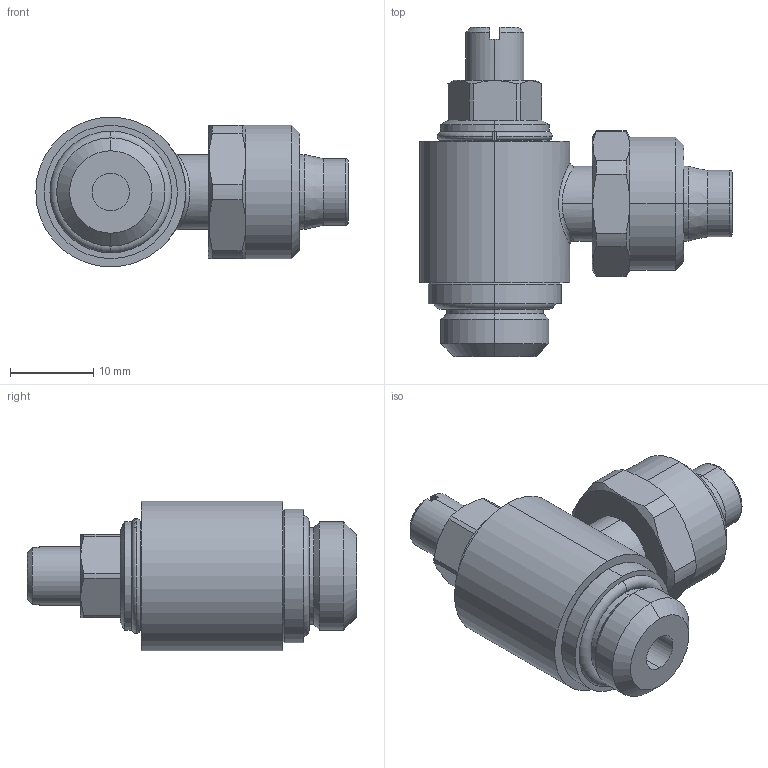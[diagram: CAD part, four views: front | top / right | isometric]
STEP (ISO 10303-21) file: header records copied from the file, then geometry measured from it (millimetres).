
FILE_DESCRIPTION (( 'STEP AP203' ), '1' );
FILE_NAME ('04100B52.STEP', '2010-04-19T08:30:21', ( '' ), ( 'sopra-pneumatic' ), 'SwSTEP 2.0', 'SolidWorks 2009', '' );
FILE_SCHEMA (( 'CONFIG_CONTROL_DESIGN' ));
Length unit declared in the file: millimetre
Products named in the file (1): 04100B52
Bounding box: 37.5 x 39.51 x 18 mm (x, y, z)
Volume: 8966.7 mm3; surface area: 3801.2 mm2
Topology: 2 solids, 4 shells, 121 faces, 261 edges, 160 vertices
Faces by surface type: cylinder 45, plane 40, cone 28, torus 6, bspline 2
Entity records: 4428 total; most frequent: CARTESIAN_POINT 1710, DIRECTION 583, ORIENTED_EDGE 522, EDGE_CURVE 261, AXIS2_PLACEMENT_3D 247, VERTEX_POINT 160, EDGE_LOOP 133, CIRCLE 127
